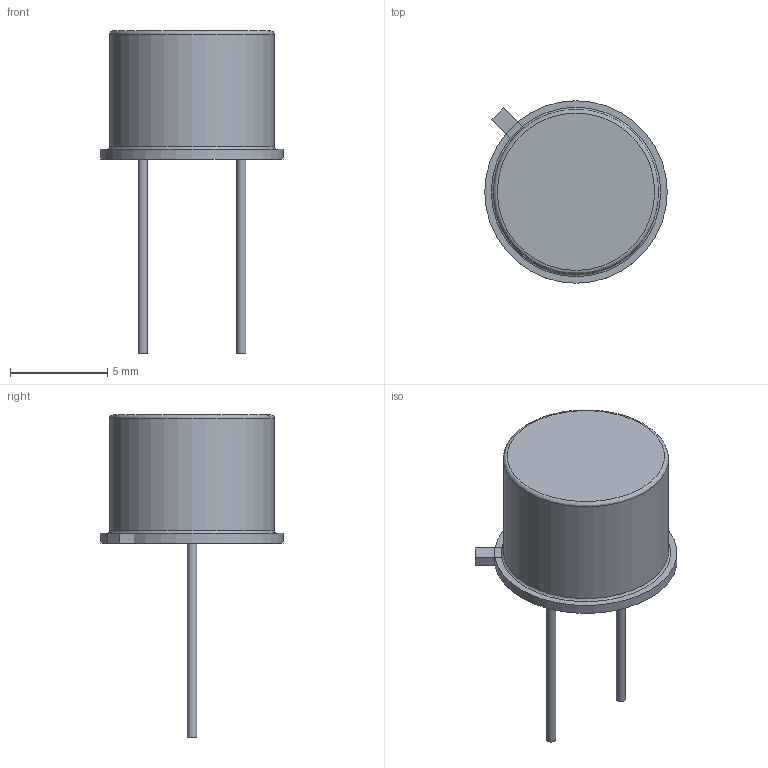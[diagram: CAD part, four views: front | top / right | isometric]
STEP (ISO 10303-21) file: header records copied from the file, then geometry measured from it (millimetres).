
FILE_DESCRIPTION(('FreeCAD Model'),'2;1');
FILE_NAME('TO-5_2Pin.stp','2016-11-10T21:02:54',('Author'),(''), 'Open CASCADE STEP processor 6.8','FreeCAD','Unknown');
FILE_SCHEMA(('AUTOMOTIVE_DESIGN_CC2 { 1 2 10303 214 -1 1 5 4 }'));
Length unit declared in the file: millimetre
Products named in the file (6): ASSEMBLY; Pad003; Revolution; Pad; Sketch; Sketch003
Assembly tree (5 placements, depth 2):
  ASSEMBLY
    Pad003
    Revolution
    Pad
    Sketch
    Sketch003
Bounding box: 9.4 x 9.4 x 16.6 mm (x, y, z)
Volume: 386.8 mm3; surface area: 360.1 mm2
Topology: 4 solids, 4 shells, 19 faces, 39 edges, 36 vertices
Faces by surface type: plane 12, cylinder 4, revolution 2, cone 1
Full cylindrical faces by diameter (mm): 0.48 x2, 8.5 x1, 9.4 x1
Entity records: 1062 total; most frequent: CARTESIAN_POINT 186, DIRECTION 161, LINE 75, VECTOR 75, ORIENTED_EDGE 58, PCURVE 58, DEFINITIONAL_REPRESENTATION 58, AXIS2_PLACEMENT_3D 41
